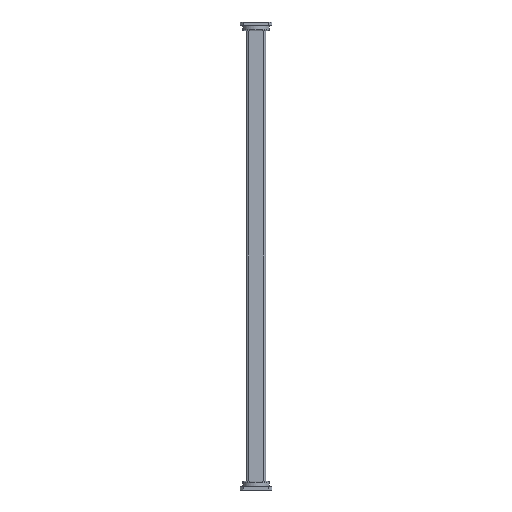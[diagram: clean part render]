
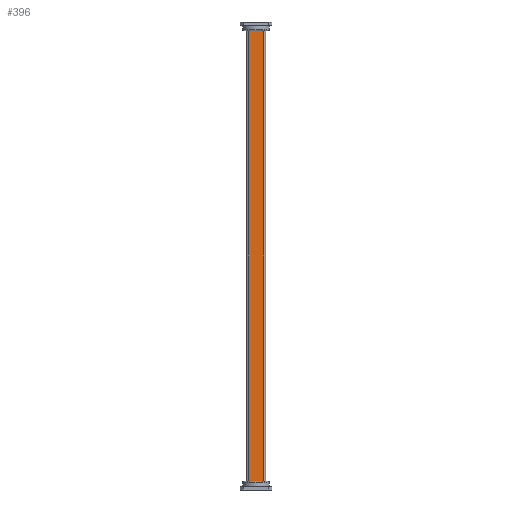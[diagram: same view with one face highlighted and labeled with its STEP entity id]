
A CAD part, front view. The second image highlights one B-rep face of the part: STEP entity #396.
In plain terms, the highlighted planar face has unit normal (0, -1, 0).
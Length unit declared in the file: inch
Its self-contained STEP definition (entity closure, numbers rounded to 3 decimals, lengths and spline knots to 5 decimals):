
#16 = DIRECTION ( 'NONE',  ( 0., 1., 0. ) ) ;
#52 = CARTESIAN_POINT ( 'NONE',  ( 0.4, -0.25, 11.562 ) ) ;
#113 = CARTESIAN_POINT ( 'NONE',  ( 0.4, -0.25, 12. ) ) ;
#140 = CARTESIAN_POINT ( 'NONE',  ( 0.4, -0.25, 11.562 ) ) ;
#160 = ORIENTED_EDGE ( 'NONE', *, *, #1059, .F. ) ;
#207 = LINE ( 'NONE', #220, #911 ) ;
#220 = CARTESIAN_POINT ( 'NONE',  ( -0.4, -0.25, 12. ) ) ;
#256 = VECTOR ( 'NONE', #1527, 39.37008 ) ;
#263 = ORIENTED_EDGE ( 'NONE', *, *, #1258, .F. ) ;
#270 = CARTESIAN_POINT ( 'NONE',  ( -0.4, -0.25, -11.562 ) ) ;
#317 = DIRECTION ( 'NONE',  ( -1., 0., 0. ) ) ;
#354 = LINE ( 'NONE', #1555, #1085 ) ;
#384 = LINE ( 'NONE', #113, #1227 ) ;
#396 = ADVANCED_FACE ( 'NONE', ( #423 ), #424, .F. ) ;
#423 = FACE_OUTER_BOUND ( 'NONE', #938, .T. ) ;
#424 = PLANE ( 'NONE',  #570 ) ;
#570 = AXIS2_PLACEMENT_3D ( 'NONE', #1532, #16, #1018 ) ;
#766 = EDGE_CURVE ( 'NONE', #1273, #876, #1434, .T. ) ;
#812 = CARTESIAN_POINT ( 'NONE',  ( -0.4, -0.25, 11.562 ) ) ;
#876 = VERTEX_POINT ( 'NONE', #812 ) ;
#911 = VECTOR ( 'NONE', #1092, 39.37008 ) ;
#938 = EDGE_LOOP ( 'NONE', ( #1358, #263, #160, #1506 ) ) ;
#1018 = DIRECTION ( 'NONE',  ( 0., 0., 1. ) ) ;
#1059 = EDGE_CURVE ( 'NONE', #1273, #1422, #384, .T. ) ;
#1069 = CARTESIAN_POINT ( 'NONE',  ( 0.4, -0.25, -11.562 ) ) ;
#1085 = VECTOR ( 'NONE', #317, 39.37008 ) ;
#1092 = DIRECTION ( 'NONE',  ( 0., 0., -1. ) ) ;
#1093 = VERTEX_POINT ( 'NONE', #270 ) ;
#1221 = DIRECTION ( 'NONE',  ( 0., 0., -1. ) ) ;
#1227 = VECTOR ( 'NONE', #1221, 39.37008 ) ;
#1258 = EDGE_CURVE ( 'NONE', #1422, #1093, #354, .T. ) ;
#1273 = VERTEX_POINT ( 'NONE', #52 ) ;
#1358 = ORIENTED_EDGE ( 'NONE', *, *, #1462, .T. ) ;
#1422 = VERTEX_POINT ( 'NONE', #1069 ) ;
#1434 = LINE ( 'NONE', #140, #256 ) ;
#1462 = EDGE_CURVE ( 'NONE', #876, #1093, #207, .T. ) ;
#1506 = ORIENTED_EDGE ( 'NONE', *, *, #766, .T. ) ;
#1527 = DIRECTION ( 'NONE',  ( -1., 0., 0. ) ) ;
#1532 = CARTESIAN_POINT ( 'NONE',  ( -0.4, -0.25, 12. ) ) ;
#1555 = CARTESIAN_POINT ( 'NONE',  ( 0.4, -0.25, -11.562 ) ) ;
